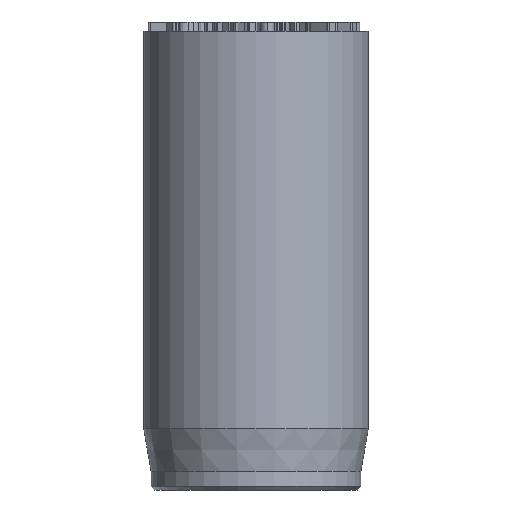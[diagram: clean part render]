
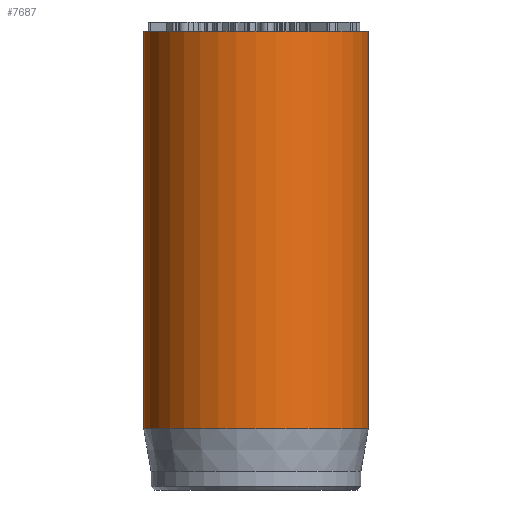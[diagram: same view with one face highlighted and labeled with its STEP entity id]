
A CAD part, front view. The second image highlights one B-rep face of the part: STEP entity #7687.
In plain terms, the highlighted cylindrical face has radius 6 mm (diameter 12 mm), a full revolution.
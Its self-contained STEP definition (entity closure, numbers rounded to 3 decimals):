
#32=CYLINDRICAL_SURFACE('',#8008,6.);
#44=CIRCLE('',#7977,6.);
#60=CIRCLE('',#8006,6.);
#61=CIRCLE('',#8007,6.);
#1062=FACE_OUTER_BOUND('',#1535,.T.);
#1535=EDGE_LOOP('',(#6955,#6956,#6957,#6958,#6959));
#2247=LINE('',#13911,#2967);
#2967=VECTOR('',#9224,6.);
#3689=VERTEX_POINT('',#13852);
#3705=VERTEX_POINT('',#13905);
#3706=VERTEX_POINT('',#13906);
#4770=EDGE_CURVE('',#3689,#3689,#44,.T.);
#4794=EDGE_CURVE('',#3705,#3706,#60,.T.);
#4795=EDGE_CURVE('',#3706,#3705,#61,.T.);
#4797=EDGE_CURVE('',#3689,#3705,#2247,.T.);
#6955=ORIENTED_EDGE('',*,*,#4770,.T.);
#6956=ORIENTED_EDGE('',*,*,#4797,.T.);
#6957=ORIENTED_EDGE('',*,*,#4794,.T.);
#6958=ORIENTED_EDGE('',*,*,#4795,.T.);
#6959=ORIENTED_EDGE('',*,*,#4797,.F.);
#7687=ADVANCED_FACE('',(#1062),#32,.T.);
#7977=AXIS2_PLACEMENT_3D('',#13853,#9151,#9152);
#8006=AXIS2_PLACEMENT_3D('',#13907,#9217,#9218);
#8007=AXIS2_PLACEMENT_3D('',#13908,#9219,#9220);
#8008=AXIS2_PLACEMENT_3D('',#13910,#9222,#9223);
#9151=DIRECTION('center_axis',(0.,0.,-1.));
#9152=DIRECTION('ref_axis',(-1.,0.,0.));
#9217=DIRECTION('center_axis',(0.,0.,1.));
#9218=DIRECTION('ref_axis',(-1.,0.,0.));
#9219=DIRECTION('center_axis',(0.,0.,1.));
#9220=DIRECTION('ref_axis',(-1.,0.,0.));
#9222=DIRECTION('center_axis',(0.,0.,1.));
#9223=DIRECTION('ref_axis',(-1.,0.,0.));
#9224=DIRECTION('',(0.,0.,-1.));
#13852=CARTESIAN_POINT('',(6.,0.,24.5));
#13853=CARTESIAN_POINT('Origin',(0.,0.,24.5));
#13905=CARTESIAN_POINT('',(6.,0.,3.269));
#13906=CARTESIAN_POINT('',(-6.,0.,3.269));
#13907=CARTESIAN_POINT('Origin',(0.,0.,3.269));
#13908=CARTESIAN_POINT('Origin',(0.,0.,3.269));
#13910=CARTESIAN_POINT('Origin',(0.,0.,0.));
#13911=CARTESIAN_POINT('',(6.,0.,0.));
